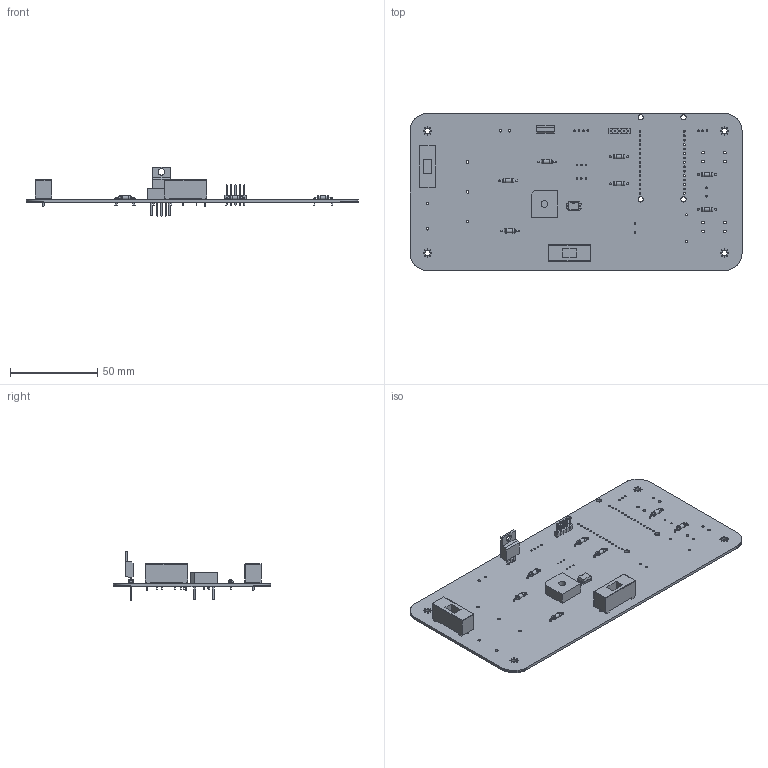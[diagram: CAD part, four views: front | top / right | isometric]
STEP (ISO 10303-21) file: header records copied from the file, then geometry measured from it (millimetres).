
FILE_DESCRIPTION(('KiCad electronic assembly'),'2;1');
FILE_NAME('tfg53.step','2024-11-24T01:07:08',('Pcbnew'),('Kicad'), 'Open CASCADE STEP processor 7.6','KiCad to STEP converter','Unknown' );
FILE_SCHEMA(('AUTOMOTIVE_DESIGN { 1 0 10303 214 1 1 1 1 }'));
Length unit declared in the file: millimetre
Products named in the file (14): tfg53 1; Fuseholder_Cylinder-5x20mm_Stelvio-Kontek_PTF78_Horizontal_Open; SOLID; Diode_Bridge_Vishay_KBPC6; R_Axial_DIN0207_L6.3mm_D2.5mm_P10.16mm_Horizontal; DIP-4_W7.62mm; PinHeader_1x05_P2.54mm_Vertical; TO-220-3_Vertical; PCB
Assembly tree (20 placements, depth 3):
  tfg53 1
    Fuseholder_Cylinder-5x20mm_Stelvio-Kontek_PTF78_Horizontal_Open  x2
      SOLID
    Diode_Bridge_Vishay_KBPC6
      SOLID
    R_Axial_DIN0207_L6.3mm_D2.5mm_P10.16mm_Horizontal  x7
      SOLID
    DIP-4_W7.62mm
      SOLID
    PinHeader_1x05_P2.54mm_Vertical
      SOLID
    TO-220-3_Vertical
      SOLID
    PCB
Bounding box: 190 x 90 x 28.52 mm (x, y, z)
Volume: 33323.4 mm3; surface area: 40581 mm2
Topology: 14 solids, 14 shells, 737 faces, 1859 edges, 1190 vertices
Faces by surface type: plane 467, cylinder 218, torus 28, bspline 16, sphere 8
Full cylindrical faces by diameter (mm): 0.5 x32, 0.6 x28, 0.8 x24, 0.85 x2, 1 x12, 1.02 x30, 1.05 x4, 1.1 x7, 1.3 x4, 1.5 x17, 1.52 x2, 2.25 x7, 2.5 x14, 3 x8, 3.735 x1, 3.8 x1
Entity records: 43268 total; most frequent: CARTESIAN_POINT 9140, DIRECTION 5829, LINE 3942, VECTOR 3942, ORIENTED_EDGE 3114, PCURVE 3114, DEFINITIONAL_REPRESENTATION 3114, EDGE_CURVE 1557
